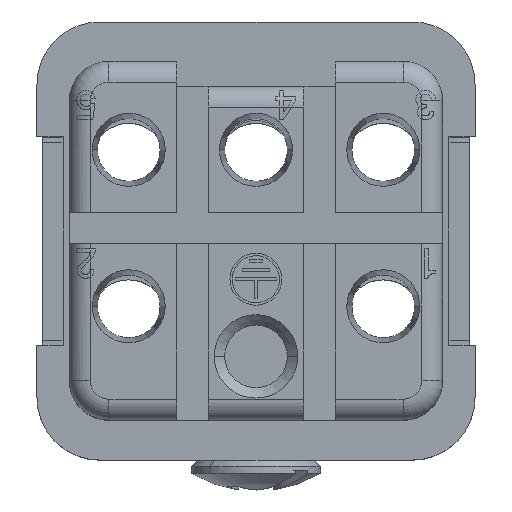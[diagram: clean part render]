
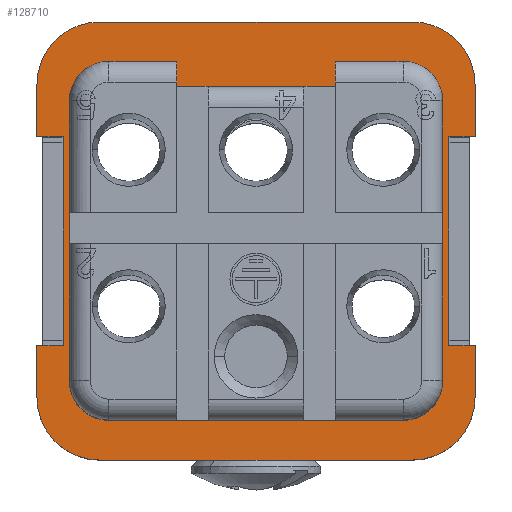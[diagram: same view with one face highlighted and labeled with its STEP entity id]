
A CAD part, top view. The second image highlights one B-rep face of the part: STEP entity #128710.
In plain terms, the highlighted planar face has unit normal (0, 0, 1).
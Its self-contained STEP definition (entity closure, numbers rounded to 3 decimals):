
#3430=CARTESIAN_POINT('',(54.506,41.198,1.3));
#3440=VERTEX_POINT('',#3430);
#3470=CARTESIAN_POINT('',(54.506,0.,1.3));
#3480=DIRECTION('',(0.,-1.,0.));
#3490=VECTOR('',#3480,1.);
#3500=LINE('',#3470,#3490);
#3510=CARTESIAN_POINT('',(54.506,42.398,1.3));
#3520=VERTEX_POINT('',#3510);
#3530=EDGE_CURVE('',#3520,#3440,#3500,.T.);
#101590=CARTESIAN_POINT('',(61.206,42.298,1.3));
#101600=VERTEX_POINT('',#101590);
#101650=CARTESIAN_POINT('',(61.206,0.,1.3));
#101660=DIRECTION('',(0.,-1.,0.));
#101670=VECTOR('',#101660,1.);
#101680=LINE('',#101650,#101670);
#101690=CARTESIAN_POINT('',(61.206,44.798,1.3));
#101700=VERTEX_POINT('',#101690);
#101710=EDGE_CURVE('',#101700,#101600,#101680,.T.);
#102550=CARTESIAN_POINT('',(59.956,54.798,1.3));
#102560=VERTEX_POINT('',#102550);
#102590=CARTESIAN_POINT('',(0.,54.798,1.3));
#102600=DIRECTION('',(1.,0.,0.));
#102610=VECTOR('',#102600,1.);
#102620=LINE('',#102590,#102610);
#102630=CARTESIAN_POINT('',(61.206,54.798,1.3));
#102640=VERTEX_POINT('',#102630);
#102650=EDGE_CURVE('',#102560,#102640,#102620,.T.);
#104950=CARTESIAN_POINT('',(43.206,57.298,1.3));
#104960=DIRECTION('',(0.,0.,-1.));
#104970=DIRECTION('',(-1.,0.,0.));
#104980=AXIS2_PLACEMENT_3D('',#104950,#104960,#104970);
#104990=CIRCLE('',#104980,3.);
#105000=CARTESIAN_POINT('',(40.206,57.298,1.3));
#105010=VERTEX_POINT('',#105000);
#105020=CARTESIAN_POINT('',(43.206,60.298,1.3));
#105030=VERTEX_POINT('',#105020);
#105040=EDGE_CURVE('',#105010,#105030,#104990,.T.);
#105340=CARTESIAN_POINT('',(58.206,42.298,1.3));
#105350=DIRECTION('',(0.,0.,-1.));
#105360=DIRECTION('',(-1.,0.,0.));
#105370=AXIS2_PLACEMENT_3D('',#105340,#105350,#105360);
#105380=CIRCLE('',#105370,3.);
#105390=CARTESIAN_POINT('',(58.206,39.298,1.3));
#105400=VERTEX_POINT('',#105390);
#105410=EDGE_CURVE('',#101600,#105400,#105380,.T.);
#107030=CARTESIAN_POINT('',(43.206,39.298,1.3));
#107040=VERTEX_POINT('',#107030);
#107200=CARTESIAN_POINT('',(40.206,42.298,1.3));
#107210=VERTEX_POINT('',#107200);
#107240=CARTESIAN_POINT('',(43.206,42.298,1.3));
#107250=DIRECTION('',(0.,0.,-1.));
#107260=DIRECTION('',(-1.,0.,0.));
#107270=AXIS2_PLACEMENT_3D('',#107240,#107250,#107260);
#107280=CIRCLE('',#107270,3.);
#107290=EDGE_CURVE('',#107040,#107210,#107280,.T.);
#107520=CARTESIAN_POINT('',(58.206,60.298,1.3));
#107530=VERTEX_POINT('',#107520);
#107690=CARTESIAN_POINT('',(61.206,57.298,1.3));
#107700=VERTEX_POINT('',#107690);
#107730=CARTESIAN_POINT('',(58.206,57.298,1.3));
#107740=DIRECTION('',(0.,0.,-1.));
#107750=DIRECTION('',(-1.,0.,0.));
#107760=AXIS2_PLACEMENT_3D('',#107730,#107740,#107750);
#107770=CIRCLE('',#107760,3.);
#107780=EDGE_CURVE('',#107530,#107700,#107770,.T.);
#111790=CARTESIAN_POINT('',(57.756,41.198,1.3));
#111800=VERTEX_POINT('',#111790);
#111830=CARTESIAN_POINT('',(0.,41.198,1.3));
#111840=DIRECTION('',(1.,0.,0.));
#111850=VECTOR('',#111840,1.);
#111860=LINE('',#111830,#111850);
#111870=EDGE_CURVE('',#3440,#111800,#111860,.T.);
#115780=CARTESIAN_POINT('',(0.,42.398,1.3));
#115790=DIRECTION('',(1.,0.,0.));
#115800=VECTOR('',#115790,1.);
#115810=LINE('',#115780,#115800);
#115820=CARTESIAN_POINT('',(46.906,42.398,1.3));
#115830=VERTEX_POINT('',#115820);
#115840=EDGE_CURVE('',#115830,#3520,#115810,.T.);
#116070=CARTESIAN_POINT('',(41.756,0.,1.3));
#116080=DIRECTION('',(0.,-1.,0.));
#116090=VECTOR('',#116080,1.);
#116100=LINE('',#116070,#116090);
#116110=CARTESIAN_POINT('',(41.756,56.498,1.3));
#116120=VERTEX_POINT('',#116110);
#116130=CARTESIAN_POINT('',(41.756,43.098,1.3));
#116140=VERTEX_POINT('',#116130);
#116150=EDGE_CURVE('',#116120,#116140,#116100,.T.);
#118090=CARTESIAN_POINT('',(40.206,0.,1.3));
#118100=DIRECTION('',(0.,1.,0.));
#118110=VECTOR('',#118100,1.);
#118120=LINE('',#118090,#118110);
#118130=CARTESIAN_POINT('',(40.206,54.798,1.3));
#118140=VERTEX_POINT('',#118130);
#118150=EDGE_CURVE('',#118140,#105010,#118120,.T.);
#118440=CARTESIAN_POINT('',(46.906,41.198,1.3));
#118450=VERTEX_POINT('',#118440);
#118480=CARTESIAN_POINT('',(0.,41.198,1.3));
#118490=DIRECTION('',(1.,0.,0.));
#118500=VECTOR('',#118490,1.);
#118510=LINE('',#118480,#118500);
#118520=CARTESIAN_POINT('',(43.656,41.198,1.3));
#118530=VERTEX_POINT('',#118520);
#118540=EDGE_CURVE('',#118530,#118450,#118510,.T.);
#118770=CARTESIAN_POINT('',(0.,58.398,1.3));
#118780=DIRECTION('',(-1.,0.,0.));
#118790=VECTOR('',#118780,1.);
#118800=LINE('',#118770,#118790);
#118810=CARTESIAN_POINT('',(57.756,58.398,1.3));
#118820=VERTEX_POINT('',#118810);
#118830=CARTESIAN_POINT('',(43.656,58.398,1.3));
#118840=VERTEX_POINT('',#118830);
#118850=EDGE_CURVE('',#118820,#118840,#118800,.T.);
#120280=CARTESIAN_POINT('',(0.,60.298,1.3));
#120290=DIRECTION('',(1.,0.,0.));
#120300=VECTOR('',#120290,1.);
#120310=LINE('',#120280,#120300);
#120320=EDGE_CURVE('',#105030,#107530,#120310,.T.);
#121830=CARTESIAN_POINT('',(0.,44.798,1.3));
#121840=DIRECTION('',(-1.,0.,0.));
#121850=VECTOR('',#121840,1.);
#121860=LINE('',#121830,#121850);
#121870=CARTESIAN_POINT('',(59.956,44.798,1.3));
#121880=VERTEX_POINT('',#121870);
#121890=EDGE_CURVE('',#101700,#121880,#121860,.T.);
#122430=CARTESIAN_POINT('',(41.456,44.798,1.3));
#122440=VERTEX_POINT('',#122430);
#122470=CARTESIAN_POINT('',(0.,44.798,1.3));
#122480=DIRECTION('',(-1.,0.,0.));
#122490=VECTOR('',#122480,1.);
#122500=LINE('',#122470,#122490);
#122510=CARTESIAN_POINT('',(40.206,44.798,1.3));
#122520=VERTEX_POINT('',#122510);
#122530=EDGE_CURVE('',#122440,#122520,#122500,.T.);
#124460=CARTESIAN_POINT('',(0.,54.798,1.3));
#124470=DIRECTION('',(1.,0.,0.));
#124480=VECTOR('',#124470,1.);
#124490=LINE('',#124460,#124480);
#124500=CARTESIAN_POINT('',(41.456,54.798,1.3));
#124510=VERTEX_POINT('',#124500);
#124520=EDGE_CURVE('',#118140,#124510,#124490,.T.);
#125110=CARTESIAN_POINT('',(0.,39.298,1.3));
#125120=DIRECTION('',(-1.,0.,0.));
#125130=VECTOR('',#125120,1.);
#125140=LINE('',#125110,#125130);
#125150=EDGE_CURVE('',#105400,#107040,#125140,.T.);
#127760=CARTESIAN_POINT('',(56.011,57.659,1.3));
#127770=DIRECTION('',(0.,0.,1.));
#127780=DIRECTION('',(1.,0.,0.));
#127790=AXIS2_PLACEMENT_3D('',#127760,#127770,#127780);
#127800=PLANE('',#127790);
#127810=CARTESIAN_POINT('',(57.756,43.098,1.3));
#127820=DIRECTION('',(0.,0.,-1.));
#127830=DIRECTION('',(-1.,0.,0.));
#127840=AXIS2_PLACEMENT_3D('',#127810,#127820,#127830);
#127850=CIRCLE('',#127840,1.9);
#127860=CARTESIAN_POINT('',(59.656,43.098,1.3));
#127870=VERTEX_POINT('',#127860);
#127880=EDGE_CURVE('',#127870,#111800,#127850,.T.);
#127890=ORIENTED_EDGE('',*,*,#127880,.T.);
#127900=CARTESIAN_POINT('',(59.656,0.,1.3));
#127910=DIRECTION('',(0.,1.,0.));
#127920=VECTOR('',#127910,1.);
#127930=LINE('',#127900,#127920);
#127940=CARTESIAN_POINT('',(59.656,56.498,1.3));
#127950=VERTEX_POINT('',#127940);
#127960=EDGE_CURVE('',#127870,#127950,#127930,.T.);
#127970=ORIENTED_EDGE('',*,*,#127960,.F.);
#127980=CARTESIAN_POINT('',(57.756,56.498,1.3));
#127990=DIRECTION('',(0.,0.,-1.));
#128000=DIRECTION('',(-1.,0.,0.));
#128010=AXIS2_PLACEMENT_3D('',#127980,#127990,#128000);
#128020=CIRCLE('',#128010,1.9);
#128030=EDGE_CURVE('',#118820,#127950,#128020,.T.);
#128040=ORIENTED_EDGE('',*,*,#128030,.T.);
#128050=ORIENTED_EDGE('',*,*,#118850,.F.);
#128060=CARTESIAN_POINT('',(43.656,56.498,1.3));
#128070=DIRECTION('',(0.,0.,-1.));
#128080=DIRECTION('',(-1.,0.,0.));
#128090=AXIS2_PLACEMENT_3D('',#128060,#128070,#128080);
#128100=CIRCLE('',#128090,1.9);
#128110=EDGE_CURVE('',#116120,#118840,#128100,.T.);
#128120=ORIENTED_EDGE('',*,*,#128110,.T.);
#128130=ORIENTED_EDGE('',*,*,#116150,.F.);
#128140=CARTESIAN_POINT('',(43.656,43.098,1.3));
#128150=DIRECTION('',(0.,0.,-1.));
#128160=DIRECTION('',(-1.,0.,0.));
#128170=AXIS2_PLACEMENT_3D('',#128140,#128150,#128160);
#128180=CIRCLE('',#128170,1.9);
#128190=EDGE_CURVE('',#118530,#116140,#128180,.T.);
#128200=ORIENTED_EDGE('',*,*,#128190,.T.);
#128210=ORIENTED_EDGE('',*,*,#118540,.F.);
#128220=CARTESIAN_POINT('',(46.906,0.,1.3));
#128230=DIRECTION('',(0.,1.,0.));
#128240=VECTOR('',#128230,1.);
#128250=LINE('',#128220,#128240);
#128260=EDGE_CURVE('',#118450,#115830,#128250,.T.);
#128270=ORIENTED_EDGE('',*,*,#128260,.F.);
#128280=ORIENTED_EDGE('',*,*,#115840,.F.);
#128290=ORIENTED_EDGE('',*,*,#3530,.F.);
#128300=ORIENTED_EDGE('',*,*,#111870,.F.);
#128310=EDGE_LOOP('',(#128300,#128290,#128280,#128270,#128210,#128200,
#128130,#128120,#128050,#128040,#127970,#127890));
#128320=FACE_BOUND('',#128310,.T.);
#128330=CARTESIAN_POINT('',(61.206,0.,1.3));
#128340=DIRECTION('',(0.,-1.,0.));
#128350=VECTOR('',#128340,1.);
#128360=LINE('',#128330,#128350);
#128370=EDGE_CURVE('',#107700,#102640,#128360,.T.);
#128380=ORIENTED_EDGE('',*,*,#128370,.F.);
#128390=ORIENTED_EDGE('',*,*,#102650,.T.);
#128400=CARTESIAN_POINT('',(59.956,0.,1.3));
#128410=DIRECTION('',(0.,1.,0.));
#128420=VECTOR('',#128410,1.);
#128430=LINE('',#128400,#128420);
#128440=EDGE_CURVE('',#121880,#102560,#128430,.T.);
#128450=ORIENTED_EDGE('',*,*,#128440,.T.);
#128460=ORIENTED_EDGE('',*,*,#121890,.T.);
#128470=ORIENTED_EDGE('',*,*,#101710,.F.);
#128480=ORIENTED_EDGE('',*,*,#105410,.F.);
#128490=ORIENTED_EDGE('',*,*,#125150,.F.);
#128500=ORIENTED_EDGE('',*,*,#107290,.F.);
#128510=CARTESIAN_POINT('',(40.206,0.,1.3));
#128520=DIRECTION('',(0.,1.,0.));
#128530=VECTOR('',#128520,1.);
#128540=LINE('',#128510,#128530);
#128550=EDGE_CURVE('',#107210,#122520,#128540,.T.);
#128560=ORIENTED_EDGE('',*,*,#128550,.F.);
#128570=ORIENTED_EDGE('',*,*,#122530,.T.);
#128580=CARTESIAN_POINT('',(41.456,0.,1.3));
#128590=DIRECTION('',(0.,-1.,0.));
#128600=VECTOR('',#128590,1.);
#128610=LINE('',#128580,#128600);
#128620=EDGE_CURVE('',#124510,#122440,#128610,.T.);
#128630=ORIENTED_EDGE('',*,*,#128620,.T.);
#128640=ORIENTED_EDGE('',*,*,#124520,.T.);
#128650=ORIENTED_EDGE('',*,*,#118150,.F.);
#128660=ORIENTED_EDGE('',*,*,#105040,.F.);
#128670=ORIENTED_EDGE('',*,*,#120320,.F.);
#128680=ORIENTED_EDGE('',*,*,#107780,.F.);
#128690=EDGE_LOOP('',(#128680,#128670,#128660,#128650,#128640,#128630,
#128570,#128560,#128500,#128490,#128480,#128470,#128460,#128450,#128390,
#128380));
#128700=FACE_OUTER_BOUND('',#128690,.T.);
#128710=ADVANCED_FACE('',(#128320,#128700),#127800,.T.);
